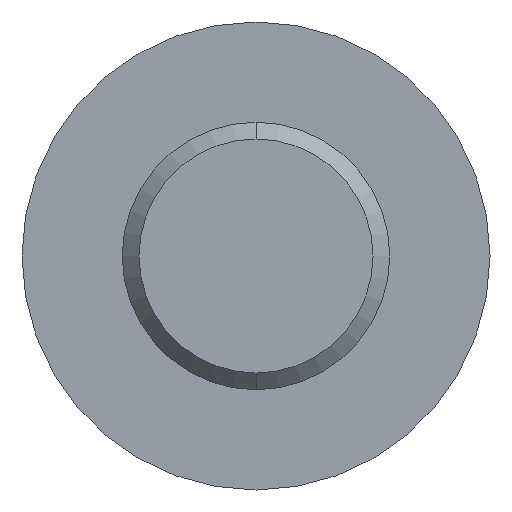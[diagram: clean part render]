
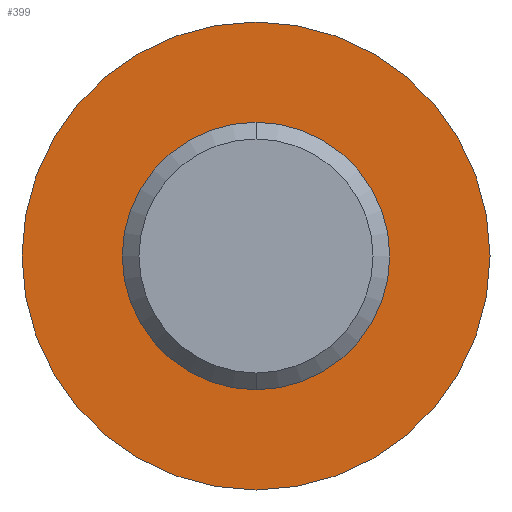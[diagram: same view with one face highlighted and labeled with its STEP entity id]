
A CAD part, front view. The second image highlights one B-rep face of the part: STEP entity #399.
In plain terms, the highlighted planar face has unit normal (0, -1, 0).
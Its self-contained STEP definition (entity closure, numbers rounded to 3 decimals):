
#51 = CARTESIAN_POINT ( 'NONE',  ( 0., 0., -2. ) ) ;
#70 = CARTESIAN_POINT ( 'NONE',  ( 0., 0., -3.5 ) ) ;
#80 = DIRECTION ( 'NONE',  ( 0., 0., 1. ) ) ;
#84 = DIRECTION ( 'NONE',  ( 0., 1., 0. ) ) ;
#92 = DIRECTION ( 'NONE',  ( 0., -1., 0. ) ) ;
#95 = CARTESIAN_POINT ( 'NONE',  ( 0., 0., 0. ) ) ;
#109 = PLANE ( 'NONE',  #455 ) ;
#112 = CARTESIAN_POINT ( 'NONE',  ( 0., 0., 0. ) ) ;
#131 = DIRECTION ( 'NONE',  ( 0., 0., 1. ) ) ;
#133 = DIRECTION ( 'NONE',  ( 0., 1., 0. ) ) ;
#134 = CARTESIAN_POINT ( 'NONE',  ( 0., 0., 0. ) ) ;
#136 = DIRECTION ( 'NONE',  ( 0., 0., 1. ) ) ;
#142 = CARTESIAN_POINT ( 'NONE',  ( 0., 0., 3.5 ) ) ;
#159 = CARTESIAN_POINT ( 'NONE',  ( 0., 0., 2. ) ) ;
#164 = DIRECTION ( 'NONE',  ( 0., 0., 1. ) ) ;
#165 = DIRECTION ( 'NONE',  ( 0., -1., 0. ) ) ;
#166 = CARTESIAN_POINT ( 'NONE',  ( 0., 0., 0. ) ) ;
#194 = DIRECTION ( 'NONE',  ( 0., 0., 1. ) ) ;
#197 = DIRECTION ( 'NONE',  ( 0., 1., 0. ) ) ;
#198 = CARTESIAN_POINT ( 'NONE',  ( 0., 0., 0. ) ) ;
#208 = FACE_BOUND ( 'NONE', #529, .T. ) ;
#221 = VERTEX_POINT ( 'NONE', #51 ) ;
#234 = FACE_OUTER_BOUND ( 'NONE', #527, .T. ) ;
#236 = VERTEX_POINT ( 'NONE', #70 ) ;
#288 = CIRCLE ( 'NONE', #473, 3.5 ) ;
#296 = CIRCLE ( 'NONE', #469, 2. ) ;
#298 = CIRCLE ( 'NONE', #475, 2. ) ;
#307 = CIRCLE ( 'NONE', #478, 3.5 ) ;
#357 = VERTEX_POINT ( 'NONE', #142 ) ;
#377 = VERTEX_POINT ( 'NONE', #159 ) ;
#399 = ADVANCED_FACE ( 'NONE', ( #234, #208 ), #109, .F. ) ;
#422 = EDGE_CURVE ( 'NONE', #377, #221, #296, .T. ) ;
#429 = EDGE_CURVE ( 'NONE', #357, #236, #288, .T. ) ;
#433 = EDGE_CURVE ( 'NONE', #221, #377, #298, .T. ) ;
#437 = EDGE_CURVE ( 'NONE', #236, #357, #307, .T. ) ;
#455 = AXIS2_PLACEMENT_3D ( 'NONE', #112, #84, #136 ) ;
#469 = AXIS2_PLACEMENT_3D ( 'NONE', #95, #92, #80 ) ;
#473 = AXIS2_PLACEMENT_3D ( 'NONE', #198, #197, #194 ) ;
#475 = AXIS2_PLACEMENT_3D ( 'NONE', #166, #165, #164 ) ;
#478 = AXIS2_PLACEMENT_3D ( 'NONE', #134, #133, #131 ) ;
#527 = EDGE_LOOP ( 'NONE', ( #546, #553 ) ) ;
#529 = EDGE_LOOP ( 'NONE', ( #548, #549 ) ) ;
#546 = ORIENTED_EDGE ( 'NONE', *, *, #437, .F. ) ;
#548 = ORIENTED_EDGE ( 'NONE', *, *, #422, .F. ) ;
#549 = ORIENTED_EDGE ( 'NONE', *, *, #433, .F. ) ;
#553 = ORIENTED_EDGE ( 'NONE', *, *, #429, .F. ) ;
